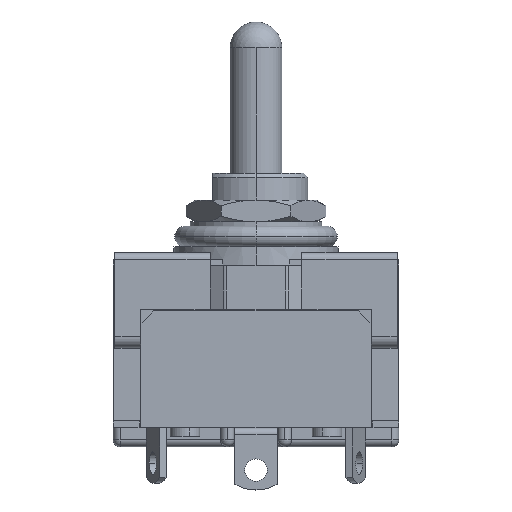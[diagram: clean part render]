
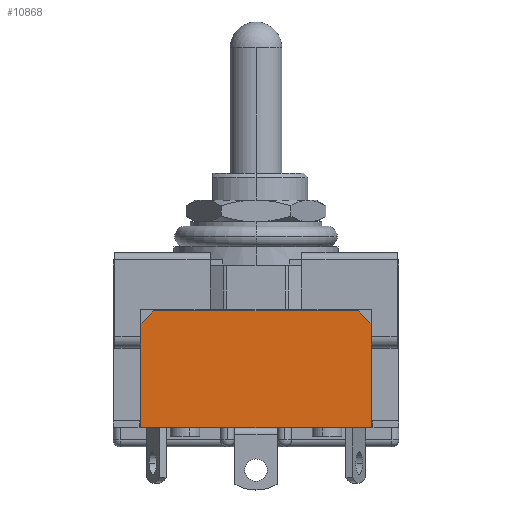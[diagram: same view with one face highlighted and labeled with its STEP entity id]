
A CAD part, top view. The second image highlights one B-rep face of the part: STEP entity #10868.
In plain terms, the highlighted planar face has unit normal (0, 0, 1).
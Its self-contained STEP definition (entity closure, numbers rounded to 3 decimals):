
#81 = CARTESIAN_POINT ( 'NONE',  ( 11.8, -3.5, 9.6 ) ) ;
#307 = DIRECTION ( 'NONE',  ( -1., 0., 0. ) ) ;
#462 = LINE ( 'NONE', #5243, #5080 ) ;
#547 = CARTESIAN_POINT ( 'NONE',  ( 13.3, -17., 9.6 ) ) ;
#924 = DIRECTION ( 'NONE',  ( -0.707, 0.707, 0. ) ) ;
#982 = DIRECTION ( 'NONE',  ( 0., -1., 0. ) ) ;
#1103 = VECTOR ( 'NONE', #3415, 1000. ) ;
#1421 = VERTEX_POINT ( 'NONE', #8449 ) ;
#1764 = EDGE_CURVE ( 'NONE', #1421, #5561, #2801, .T. ) ;
#1853 = VECTOR ( 'NONE', #10834, 1000. ) ;
#1880 = CARTESIAN_POINT ( 'NONE',  ( 13.3, -5., 9.6 ) ) ;
#1905 = VERTEX_POINT ( 'NONE', #81 ) ;
#2074 = CARTESIAN_POINT ( 'NONE',  ( -13.3, -3.5, 9.6 ) ) ;
#2212 = ORIENTED_EDGE ( 'NONE', *, *, #1764, .T. ) ;
#2270 = CARTESIAN_POINT ( 'NONE',  ( -13.3, -5., 9.6 ) ) ;
#2697 = AXIS2_PLACEMENT_3D ( 'NONE', #6858, #6996, #3404 ) ;
#2801 = LINE ( 'NONE', #2270, #1853 ) ;
#2936 = ORIENTED_EDGE ( 'NONE', *, *, #7705, .T. ) ;
#3317 = VECTOR ( 'NONE', #924, 1000. ) ;
#3324 = EDGE_CURVE ( 'NONE', #9331, #1905, #6841, .T. ) ;
#3404 = DIRECTION ( 'NONE',  ( -1., 0., 0. ) ) ;
#3415 = DIRECTION ( 'NONE',  ( 1., 0., 0. ) ) ;
#3819 = VECTOR ( 'NONE', #6640, 1000. ) ;
#4422 = CARTESIAN_POINT ( 'NONE',  ( -13.3, -17., 9.6 ) ) ;
#4444 = CARTESIAN_POINT ( 'NONE',  ( 11.8, -3.5, 9.6 ) ) ;
#4531 = LINE ( 'NONE', #4422, #1103 ) ;
#4547 = CARTESIAN_POINT ( 'NONE',  ( -13.3, -17., 9.6 ) ) ;
#4663 = FACE_OUTER_BOUND ( 'NONE', #7915, .T. ) ;
#4969 = VERTEX_POINT ( 'NONE', #4547 ) ;
#4976 = ORIENTED_EDGE ( 'NONE', *, *, #3324, .T. ) ;
#4993 = CARTESIAN_POINT ( 'NONE',  ( 13.3, -17., 9.6 ) ) ;
#5080 = VECTOR ( 'NONE', #982, 1000. ) ;
#5243 = CARTESIAN_POINT ( 'NONE',  ( -13.3, -17., 9.6 ) ) ;
#5561 = VERTEX_POINT ( 'NONE', #9583 ) ;
#6120 = PLANE ( 'NONE',  #2697 ) ;
#6378 = ORIENTED_EDGE ( 'NONE', *, *, #8851, .T. ) ;
#6420 = EDGE_CURVE ( 'NONE', #1905, #1421, #7873, .T. ) ;
#6640 = DIRECTION ( 'NONE',  ( 0., 1., 0. ) ) ;
#6841 = LINE ( 'NONE', #4444, #3317 ) ;
#6858 = CARTESIAN_POINT ( 'NONE',  ( -13.3, -3.5, 9.6 ) ) ;
#6996 = DIRECTION ( 'NONE',  ( 0., 0., -1. ) ) ;
#7705 = EDGE_CURVE ( 'NONE', #4969, #8978, #4531, .T. ) ;
#7836 = ORIENTED_EDGE ( 'NONE', *, *, #6420, .T. ) ;
#7873 = LINE ( 'NONE', #2074, #8399 ) ;
#7915 = EDGE_LOOP ( 'NONE', ( #6378, #4976, #7836, #2212, #8445, #2936 ) ) ;
#8399 = VECTOR ( 'NONE', #307, 1000. ) ;
#8445 = ORIENTED_EDGE ( 'NONE', *, *, #10361, .T. ) ;
#8449 = CARTESIAN_POINT ( 'NONE',  ( -11.8, -3.5, 9.6 ) ) ;
#8851 = EDGE_CURVE ( 'NONE', #8978, #9331, #9726, .T. ) ;
#8978 = VERTEX_POINT ( 'NONE', #4993 ) ;
#9331 = VERTEX_POINT ( 'NONE', #1880 ) ;
#9583 = CARTESIAN_POINT ( 'NONE',  ( -13.3, -5., 9.6 ) ) ;
#9726 = LINE ( 'NONE', #547, #3819 ) ;
#10361 = EDGE_CURVE ( 'NONE', #5561, #4969, #462, .T. ) ;
#10834 = DIRECTION ( 'NONE',  ( -0.707, -0.707, 0. ) ) ;
#10868 = ADVANCED_FACE ( 'NONE', ( #4663 ), #6120, .F. ) ;
